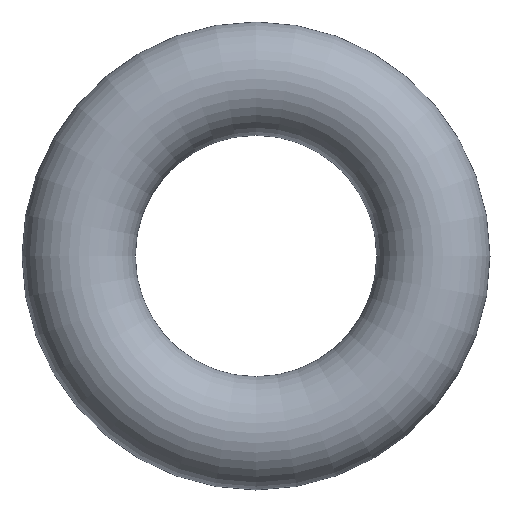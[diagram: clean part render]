
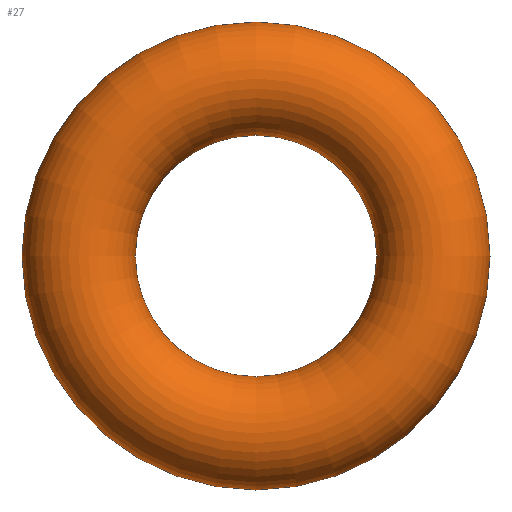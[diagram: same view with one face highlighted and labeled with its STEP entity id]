
A CAD part, left-side view. The second image highlights one B-rep face of the part: STEP entity #27.
In plain terms, the highlighted toroidal (fillet/blend) face has major radius 5.524 mm and minor radius 1.765 mm.
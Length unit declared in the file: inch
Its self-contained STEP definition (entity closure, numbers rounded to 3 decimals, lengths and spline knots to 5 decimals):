
#15=FACE_OUTER_BOUND('',#16,.T.);
#16=EDGE_LOOP('',(#22,#23,#24,#25));
#17=CIRCLE('',#49,0.0695);
#18=CIRCLE('',#50,0.148);
#19=VERTEX_POINT('',#61);
#20=EDGE_CURVE('',#19,#19,#17,.T.);
#21=EDGE_CURVE('',#19,#19,#18,.T.);
#22=ORIENTED_EDGE('',*,*,#20,.F.);
#23=ORIENTED_EDGE('',*,*,#21,.T.);
#24=ORIENTED_EDGE('',*,*,#20,.T.);
#25=ORIENTED_EDGE('',*,*,#21,.F.);
#26=TOROIDAL_SURFACE('',#48,0.2175,0.0695);
#27=ADVANCED_FACE('',(#15),#26,.T.);
#48=AXIS2_PLACEMENT_3D('',#60,#53,#54);
#49=AXIS2_PLACEMENT_3D('',#62,#55,#56);
#50=AXIS2_PLACEMENT_3D('',#63,#57,#58);
#53=DIRECTION('center_axis',(1.,0.,0.));
#54=DIRECTION('ref_axis',(0.,0.,-1.));
#55=DIRECTION('center_axis',(0.,-1.,0.));
#56=DIRECTION('ref_axis',(0.,0.,1.));
#57=DIRECTION('center_axis',(-1.,0.,0.));
#58=DIRECTION('ref_axis',(0.,0.,-1.));
#60=CARTESIAN_POINT('Origin',(0.,0.,0.));
#61=CARTESIAN_POINT('',(0.,0.,0.148));
#62=CARTESIAN_POINT('Origin',(0.,0.,0.2175));
#63=CARTESIAN_POINT('Origin',(0.,0.,0.));
